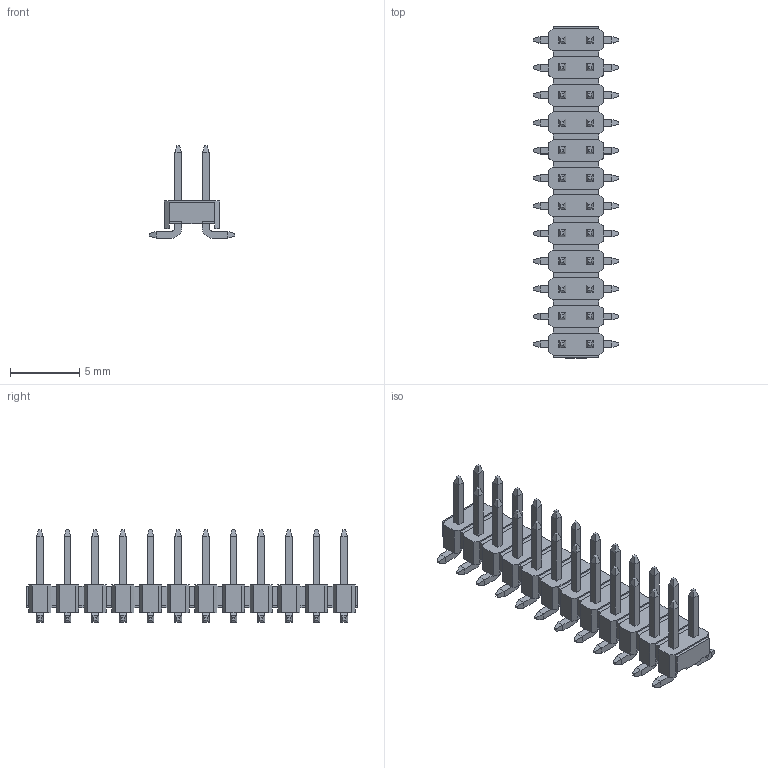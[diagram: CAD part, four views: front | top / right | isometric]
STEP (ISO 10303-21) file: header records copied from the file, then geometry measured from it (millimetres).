
FILE_DESCRIPTION(/* description */ ('Unknown'),/* implementation_level */ '2;1');
FILE_NAME(/* name */ 'J_Wurth_WR-PHD_62102421921',/* time_stamp */ '2025-04-23T17:52:44+08:00',/* author */ ('Unknown'),/* organization */ ('Unknown'),/* preprocessor_version */ 'ST-DEVELOPER v19.4',/* originating_system */ 'Solid Edge',/* authorisation */ 'Unknown');
FILE_SCHEMA (('AUTOMOTIVE_DESIGN {1 0 10303 214 3 1 1}'));
Length unit declared in the file: millimetre
Products named in the file (2): J_Wurth_WR-PHD_62102421921
Assembly tree (1 placements, depth 2):
  J_Wurth_WR-PHD_62102421921
    J_Wurth_WR-PHD_62102421921
Bounding box: 6.2 x 24 x 6.7 mm (x, y, z)
Volume: 187.5 mm3; surface area: 784.7 mm2
Topology: 25 solids, 25 shells, 870 faces, 2124 edges, 1304 vertices
Faces by surface type: plane 822, cylinder 48
Entity records: 24902 total; most frequent: CARTESIAN_POINT 4300, ORIENTED_EDGE 4248, DIRECTION 3964, EDGE_CURVE 2124, LINE 2028, VECTOR 2028, VERTEX_POINT 1304, AXIS2_PLACEMENT_3D 968
